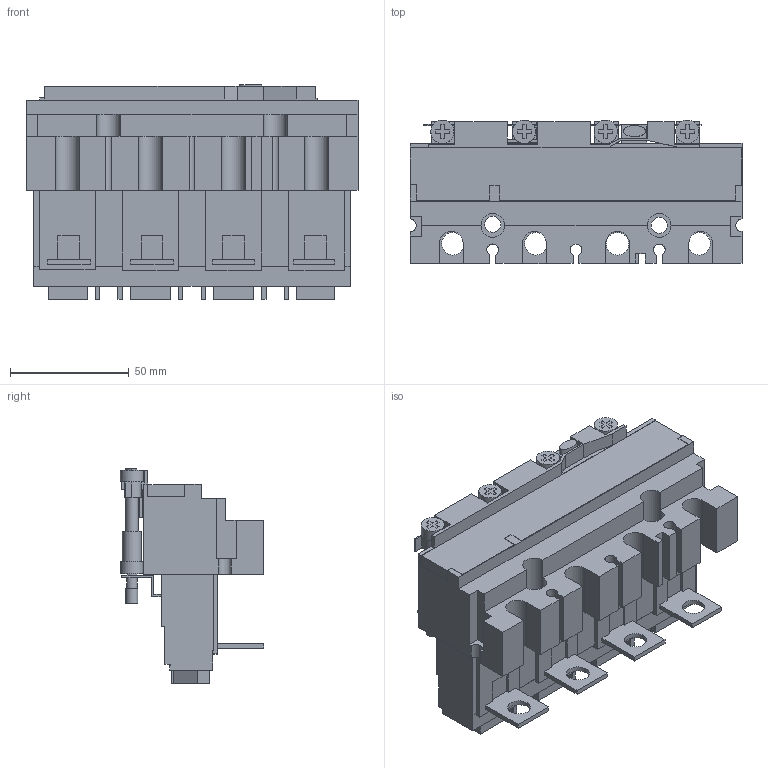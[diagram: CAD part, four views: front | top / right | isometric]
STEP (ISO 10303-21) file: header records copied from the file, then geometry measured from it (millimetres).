
FILE_DESCRIPTION((''),'2;1');
FILE_NAME('SB109704','2013-09-12T',('SESA217760'),('Schneider-Electric'),'PRO/ENGINEER BY PARAMETRIC TECHNOLOGY CORPORATION, 2011410','PRO/ENGINEER BY PARAMETRIC TECHNOLOGY CORPORATION, 2011410','');
FILE_SCHEMA(('CONFIG_CONTROL_DESIGN'));
Length unit declared in the file: millimetre
Products named in the file (1): SB109704
Bounding box: 139.7 x 60.4 x 90.3 mm (x, y, z)
Volume: 337304.2 mm3; surface area: 68204 mm2
Topology: 1 solids, 1 shells, 597 faces, 1661 edges, 1103 vertices
Faces by surface type: plane 506, cylinder 89, extrusion 2
Entity records: 19144 total; most frequent: CARTESIAN_POINT 3602, ORIENTED_EDGE 3322, DIRECTION 3009, EDGE_CURVE 1661, VECTOR 1427, LINE 1425, VERTEX_POINT 1103, AXIS2_PLACEMENT_3D 791
